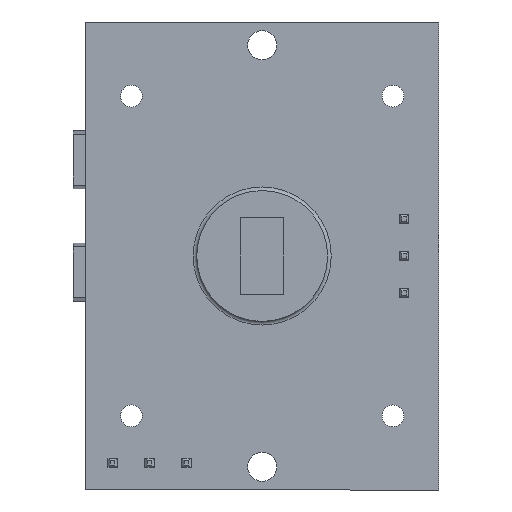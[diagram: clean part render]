
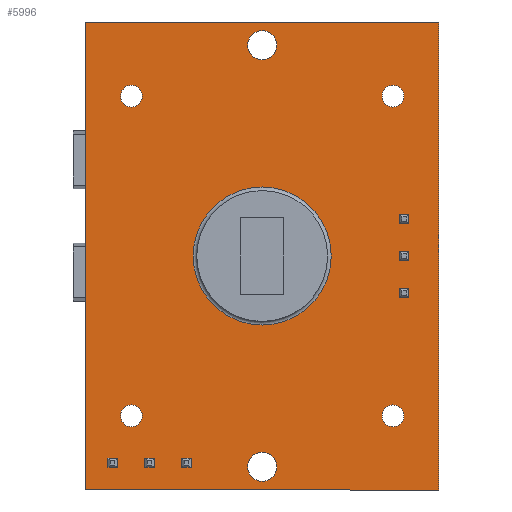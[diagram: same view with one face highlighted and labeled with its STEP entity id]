
A CAD part, left-side view. The second image highlights one B-rep face of the part: STEP entity #5996.
In plain terms, the highlighted planar face has unit normal (-1, 0, 0).
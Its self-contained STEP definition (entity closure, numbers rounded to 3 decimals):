
#84=CIRCLE('',#6324,4.75);
#100=CIRCLE('',#6349,0.75);
#101=CIRCLE('',#6351,1.);
#102=CIRCLE('',#6353,0.75);
#103=CIRCLE('',#6355,0.75);
#104=CIRCLE('',#6357,0.75);
#105=CIRCLE('',#6359,1.);
#212=FACE_BOUND('',#684,.T.);
#213=FACE_BOUND('',#685,.T.);
#214=FACE_BOUND('',#686,.T.);
#215=FACE_BOUND('',#687,.T.);
#216=FACE_BOUND('',#688,.T.);
#217=FACE_BOUND('',#689,.T.);
#218=FACE_BOUND('',#690,.T.);
#329=FACE_OUTER_BOUND('',#683,.T.);
#683=EDGE_LOOP('',(#4401,#4402,#4403,#4404));
#684=EDGE_LOOP('',(#4405));
#685=EDGE_LOOP('',(#4406));
#686=EDGE_LOOP('',(#4407));
#687=EDGE_LOOP('',(#4408));
#688=EDGE_LOOP('',(#4409));
#689=EDGE_LOOP('',(#4410));
#690=EDGE_LOOP('',(#4411));
#1252=LINE('',#8988,#1994);
#1253=LINE('',#8990,#1995);
#1254=LINE('',#8992,#1996);
#1255=LINE('',#8993,#1997);
#1994=VECTOR('',#7272,1000.);
#1995=VECTOR('',#7273,1000.);
#1996=VECTOR('',#7274,1000.);
#1997=VECTOR('',#7275,1000.);
#2610=VERTEX_POINT('',#8789);
#2622=VERTEX_POINT('',#8831);
#2623=VERTEX_POINT('',#8835);
#2624=VERTEX_POINT('',#8839);
#2625=VERTEX_POINT('',#8843);
#2626=VERTEX_POINT('',#8847);
#2627=VERTEX_POINT('',#8851);
#2686=VERTEX_POINT('',#8986);
#2687=VERTEX_POINT('',#8987);
#2688=VERTEX_POINT('',#8989);
#2689=VERTEX_POINT('',#8991);
#3233=EDGE_CURVE('',#2610,#2610,#84,.T.);
#3254=EDGE_CURVE('',#2622,#2622,#100,.T.);
#3256=EDGE_CURVE('',#2623,#2623,#101,.T.);
#3258=EDGE_CURVE('',#2624,#2624,#102,.T.);
#3260=EDGE_CURVE('',#2625,#2625,#103,.T.);
#3262=EDGE_CURVE('',#2626,#2626,#104,.T.);
#3264=EDGE_CURVE('',#2627,#2627,#105,.T.);
#3333=EDGE_CURVE('',#2686,#2687,#1252,.T.);
#3334=EDGE_CURVE('',#2688,#2686,#1253,.T.);
#3335=EDGE_CURVE('',#2689,#2688,#1254,.T.);
#3336=EDGE_CURVE('',#2687,#2689,#1255,.T.);
#4401=ORIENTED_EDGE('',*,*,#3333,.F.);
#4402=ORIENTED_EDGE('',*,*,#3334,.F.);
#4403=ORIENTED_EDGE('',*,*,#3335,.F.);
#4404=ORIENTED_EDGE('',*,*,#3336,.F.);
#4405=ORIENTED_EDGE('',*,*,#3264,.T.);
#4406=ORIENTED_EDGE('',*,*,#3262,.T.);
#4407=ORIENTED_EDGE('',*,*,#3260,.T.);
#4408=ORIENTED_EDGE('',*,*,#3258,.T.);
#4409=ORIENTED_EDGE('',*,*,#3256,.T.);
#4410=ORIENTED_EDGE('',*,*,#3254,.T.);
#4411=ORIENTED_EDGE('',*,*,#3233,.F.);
#5553=PLANE('',#6370);
#5996=ADVANCED_FACE('',(#329,#212,#213,#214,#215,#216,#217,#218),#5553,
 .T.);
#6324=AXIS2_PLACEMENT_3D('',#8790,#7104,#7105);
#6349=AXIS2_PLACEMENT_3D('',#8832,#7159,#7160);
#6351=AXIS2_PLACEMENT_3D('',#8836,#7164,#7165);
#6353=AXIS2_PLACEMENT_3D('',#8840,#7169,#7170);
#6355=AXIS2_PLACEMENT_3D('',#8844,#7174,#7175);
#6357=AXIS2_PLACEMENT_3D('',#8848,#7179,#7180);
#6359=AXIS2_PLACEMENT_3D('',#8852,#7184,#7185);
#6370=AXIS2_PLACEMENT_3D('',#8985,#7270,#7271);
#7104=DIRECTION('center_axis',(-1.,0.,0.));
#7105=DIRECTION('ref_axis',(0.,1.,0.));
#7159=DIRECTION('center_axis',(1.,0.,0.));
#7160=DIRECTION('ref_axis',(0.,1.,0.));
#7164=DIRECTION('center_axis',(1.,0.,0.));
#7165=DIRECTION('ref_axis',(0.,1.,0.));
#7169=DIRECTION('center_axis',(1.,0.,0.));
#7170=DIRECTION('ref_axis',(0.,1.,0.));
#7174=DIRECTION('center_axis',(1.,0.,0.));
#7175=DIRECTION('ref_axis',(0.,1.,0.));
#7179=DIRECTION('center_axis',(1.,0.,0.));
#7180=DIRECTION('ref_axis',(0.,1.,0.));
#7184=DIRECTION('center_axis',(1.,0.,0.));
#7185=DIRECTION('ref_axis',(0.,1.,0.));
#7270=DIRECTION('center_axis',(-1.,0.,0.));
#7271=DIRECTION('ref_axis',(0.,1.,0.));
#7272=DIRECTION('',(0.,1.,0.));
#7273=DIRECTION('',(0.,0.,-1.));
#7274=DIRECTION('',(0.,-1.,0.));
#7275=DIRECTION('',(0.,0.,1.));
#8789=CARTESIAN_POINT('',(-8.35,18.75,7.3));
#8790=CARTESIAN_POINT('Origin',(-8.35,14.,7.3));
#8831=CARTESIAN_POINT('',(-8.35,23.75,-3.7));
#8832=CARTESIAN_POINT('Origin',(-8.35,23.,-3.7));
#8835=CARTESIAN_POINT('',(-8.35,15.,-7.2));
#8836=CARTESIAN_POINT('Origin',(-8.35,14.,-7.2));
#8839=CARTESIAN_POINT('',(-8.35,5.75,-3.7));
#8840=CARTESIAN_POINT('Origin',(-8.35,5.,-3.7));
#8843=CARTESIAN_POINT('',(-8.35,23.75,18.3));
#8844=CARTESIAN_POINT('Origin',(-8.35,23.,18.3));
#8847=CARTESIAN_POINT('',(-8.35,5.75,18.3));
#8848=CARTESIAN_POINT('Origin',(-8.35,5.,18.3));
#8851=CARTESIAN_POINT('',(-8.35,15.,21.8));
#8852=CARTESIAN_POINT('Origin',(-8.35,14.,21.8));
#8985=CARTESIAN_POINT('Origin',(-8.35,14.,7.3));
#8986=CARTESIAN_POINT('',(-8.35,1.85,-8.8));
#8987=CARTESIAN_POINT('',(-8.35,26.15,-8.8));
#8988=CARTESIAN_POINT('',(-8.35,2.,-8.8));
#8989=CARTESIAN_POINT('',(-8.35,1.85,23.4));
#8990=CARTESIAN_POINT('',(-8.35,1.85,23.3));
#8991=CARTESIAN_POINT('',(-8.35,26.15,23.4));
#8992=CARTESIAN_POINT('',(-8.35,2.,23.4));
#8993=CARTESIAN_POINT('',(-8.35,26.15,23.3));
